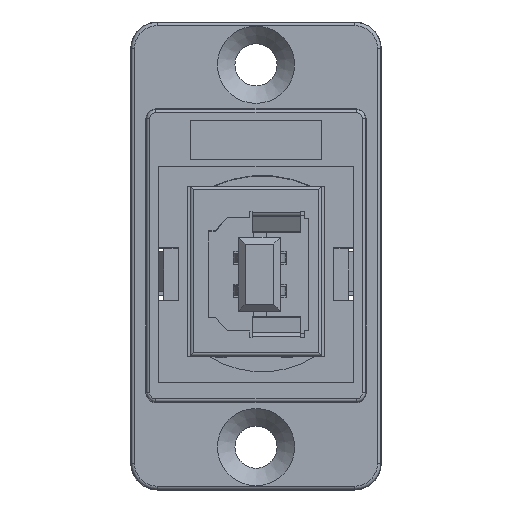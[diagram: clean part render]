
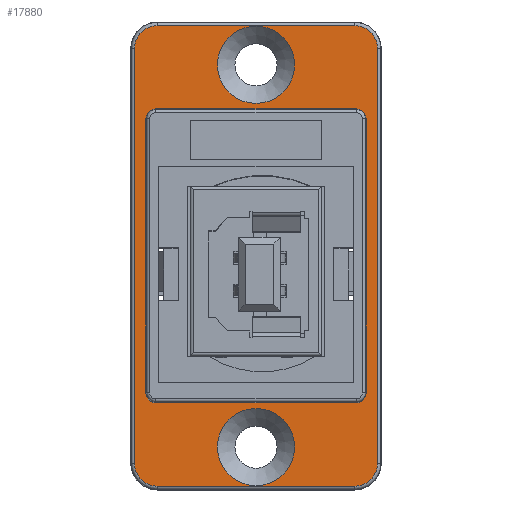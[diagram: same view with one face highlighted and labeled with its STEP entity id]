
A CAD part, top view. The second image highlights one B-rep face of the part: STEP entity #17880.
In plain terms, the highlighted face is planar.
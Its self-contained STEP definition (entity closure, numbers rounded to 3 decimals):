
#138=CIRCLE('',#18893,0.75);
#139=CIRCLE('',#18896,0.75);
#143=CIRCLE('',#18904,1.714);
#147=CIRCLE('',#18910,1.714);
#151=CIRCLE('',#18916,1.714);
#155=CIRCLE('',#18922,1.714);
#158=CIRCLE('',#18930,0.75);
#159=CIRCLE('',#18931,0.75);
#160=CIRCLE('',#18932,2.925);
#161=CIRCLE('',#18933,2.925);
#162=CIRCLE('',#18934,2.925);
#163=CIRCLE('',#18935,2.925);
#552=FACE_BOUND('',#1662,.T.);
#553=FACE_BOUND('',#1663,.T.);
#554=FACE_BOUND('',#1664,.T.);
#713=FACE_OUTER_BOUND('',#1661,.T.);
#1661=EDGE_LOOP('',(#11930,#11931,#11932,#11933,#11934,#11935,#11936,#11937));
#1662=EDGE_LOOP('',(#11938,#11939,#11940,#11941,#11942,#11943,#11944,#11945));
#1663=EDGE_LOOP('',(#11946,#11947));
#1664=EDGE_LOOP('',(#11948,#11949));
#2764=LINE('',#25145,#5038);
#2767=LINE('',#25153,#5041);
#2777=LINE('',#25179,#5051);
#2778=LINE('',#25190,#5052);
#2780=LINE('',#25202,#5054);
#2782=LINE('',#25214,#5056);
#2791=LINE('',#25239,#5065);
#2792=LINE('',#25243,#5066);
#5038=VECTOR('',#20226,10.);
#5041=VECTOR('',#20235,10.);
#5051=VECTOR('',#20253,10.);
#5052=VECTOR('',#20266,10.);
#5054=VECTOR('',#20280,10.);
#5056=VECTOR('',#20294,10.);
#5065=VECTOR('',#20323,10.);
#5066=VECTOR('',#20326,10.);
#7314=VERTEX_POINT('',#25137);
#7315=VERTEX_POINT('',#25139);
#7316=VERTEX_POINT('',#25143);
#7317=VERTEX_POINT('',#25147);
#7318=VERTEX_POINT('',#25151);
#7327=VERTEX_POINT('',#25172);
#7330=VERTEX_POINT('',#25177);
#7332=VERTEX_POINT('',#25182);
#7334=VERTEX_POINT('',#25188);
#7336=VERTEX_POINT('',#25194);
#7338=VERTEX_POINT('',#25200);
#7340=VERTEX_POINT('',#25206);
#7342=VERTEX_POINT('',#25212);
#7348=VERTEX_POINT('',#25238);
#7349=VERTEX_POINT('',#25240);
#7350=VERTEX_POINT('',#25242);
#7351=VERTEX_POINT('',#25245);
#7352=VERTEX_POINT('',#25246);
#7353=VERTEX_POINT('',#25249);
#7354=VERTEX_POINT('',#25250);
#9078=EDGE_CURVE('',#7314,#7315,#138,.F.);
#9081=EDGE_CURVE('',#7316,#7314,#2764,.T.);
#9083=EDGE_CURVE('',#7317,#7316,#139,.F.);
#9085=EDGE_CURVE('',#7318,#7317,#2767,.T.);
#9097=EDGE_CURVE('',#7330,#7327,#2777,.T.);
#9099=EDGE_CURVE('',#7332,#7330,#143,.T.);
#9102=EDGE_CURVE('',#7334,#7332,#2778,.T.);
#9105=EDGE_CURVE('',#7336,#7334,#147,.T.);
#9108=EDGE_CURVE('',#7338,#7336,#2780,.T.);
#9111=EDGE_CURVE('',#7340,#7338,#151,.T.);
#9114=EDGE_CURVE('',#7342,#7340,#2782,.T.);
#9117=EDGE_CURVE('',#7327,#7342,#155,.T.);
#9127=EDGE_CURVE('',#7315,#7348,#2791,.T.);
#9128=EDGE_CURVE('',#7349,#7318,#158,.F.);
#9129=EDGE_CURVE('',#7350,#7349,#2792,.T.);
#9130=EDGE_CURVE('',#7348,#7350,#159,.F.);
#9131=EDGE_CURVE('',#7351,#7352,#160,.T.);
#9132=EDGE_CURVE('',#7352,#7351,#161,.T.);
#9133=EDGE_CURVE('',#7353,#7354,#162,.T.);
#9134=EDGE_CURVE('',#7354,#7353,#163,.T.);
#11930=ORIENTED_EDGE('',*,*,#9097,.F.);
#11931=ORIENTED_EDGE('',*,*,#9099,.F.);
#11932=ORIENTED_EDGE('',*,*,#9102,.F.);
#11933=ORIENTED_EDGE('',*,*,#9105,.F.);
#11934=ORIENTED_EDGE('',*,*,#9108,.F.);
#11935=ORIENTED_EDGE('',*,*,#9111,.F.);
#11936=ORIENTED_EDGE('',*,*,#9114,.F.);
#11937=ORIENTED_EDGE('',*,*,#9117,.F.);
#11938=ORIENTED_EDGE('',*,*,#9127,.F.);
#11939=ORIENTED_EDGE('',*,*,#9078,.F.);
#11940=ORIENTED_EDGE('',*,*,#9081,.F.);
#11941=ORIENTED_EDGE('',*,*,#9083,.F.);
#11942=ORIENTED_EDGE('',*,*,#9085,.F.);
#11943=ORIENTED_EDGE('',*,*,#9128,.F.);
#11944=ORIENTED_EDGE('',*,*,#9129,.F.);
#11945=ORIENTED_EDGE('',*,*,#9130,.F.);
#11946=ORIENTED_EDGE('',*,*,#9131,.T.);
#11947=ORIENTED_EDGE('',*,*,#9132,.T.);
#11948=ORIENTED_EDGE('',*,*,#9133,.T.);
#11949=ORIENTED_EDGE('',*,*,#9134,.T.);
#17073=PLANE('',#18929);
#17880=ADVANCED_FACE('',(#713,#552,#553,#554),#17073,.T.);
#18893=AXIS2_PLACEMENT_3D('',#25140,#20220,#20221);
#18896=AXIS2_PLACEMENT_3D('',#25149,#20230,#20231);
#18904=AXIS2_PLACEMENT_3D('',#25184,#20258,#20259);
#18910=AXIS2_PLACEMENT_3D('',#25196,#20272,#20273);
#18916=AXIS2_PLACEMENT_3D('',#25208,#20286,#20287);
#18922=AXIS2_PLACEMENT_3D('',#25218,#20300,#20301);
#18929=AXIS2_PLACEMENT_3D('',#25237,#20321,#20322);
#18930=AXIS2_PLACEMENT_3D('',#25241,#20324,#20325);
#18931=AXIS2_PLACEMENT_3D('',#25244,#20327,#20328);
#18932=AXIS2_PLACEMENT_3D('',#25247,#20329,#20330);
#18933=AXIS2_PLACEMENT_3D('',#25248,#20331,#20332);
#18934=AXIS2_PLACEMENT_3D('',#25251,#20333,#20334);
#18935=AXIS2_PLACEMENT_3D('',#25252,#20335,#20336);
#20220=DIRECTION('center_axis',(0.,0.,1.));
#20221=DIRECTION('ref_axis',(0.707,0.707,0.));
#20226=DIRECTION('',(1.,0.,0.));
#20230=DIRECTION('center_axis',(0.,0.,1.));
#20231=DIRECTION('ref_axis',(-0.707,0.707,0.));
#20235=DIRECTION('',(0.,1.,0.));
#20253=DIRECTION('',(0.,-1.,0.));
#20258=DIRECTION('center_axis',(0.,0.,1.));
#20259=DIRECTION('ref_axis',(-0.707,0.707,0.));
#20266=DIRECTION('',(-1.,0.,0.));
#20272=DIRECTION('center_axis',(0.,0.,1.));
#20273=DIRECTION('ref_axis',(0.707,0.707,0.));
#20280=DIRECTION('',(0.,1.,0.));
#20286=DIRECTION('center_axis',(0.,0.,1.));
#20287=DIRECTION('ref_axis',(0.707,-0.707,0.));
#20294=DIRECTION('',(1.,0.,0.));
#20300=DIRECTION('center_axis',(0.,0.,1.));
#20301=DIRECTION('ref_axis',(-0.707,-0.707,0.));
#20321=DIRECTION('center_axis',(0.,0.,-1.));
#20322=DIRECTION('ref_axis',(-1.,0.,0.));
#20323=DIRECTION('',(0.,-1.,0.));
#20324=DIRECTION('center_axis',(0.,0.,1.));
#20325=DIRECTION('ref_axis',(-0.707,-0.707,0.));
#20326=DIRECTION('',(-1.,0.,0.));
#20327=DIRECTION('center_axis',(0.,0.,1.));
#20328=DIRECTION('ref_axis',(0.707,-0.707,0.));
#20329=DIRECTION('center_axis',(0.,0.,1.));
#20330=DIRECTION('ref_axis',(-1.,0.,0.));
#20331=DIRECTION('center_axis',(0.,0.,1.));
#20332=DIRECTION('ref_axis',(-1.,0.,0.));
#20333=DIRECTION('center_axis',(0.,0.,1.));
#20334=DIRECTION('ref_axis',(-1.,0.,0.));
#20335=DIRECTION('center_axis',(0.,0.,1.));
#20336=DIRECTION('ref_axis',(-1.,0.,0.));
#25137=CARTESIAN_POINT('',(10.4,8.35,2.8));
#25139=CARTESIAN_POINT('',(11.15,7.6,2.8));
#25140=CARTESIAN_POINT('Origin',(10.4,7.6,2.8));
#25143=CARTESIAN_POINT('',(-10.4,8.35,2.8));
#25145=CARTESIAN_POINT('',(5.575,8.35,2.8));
#25147=CARTESIAN_POINT('',(-11.15,7.6,2.8));
#25149=CARTESIAN_POINT('Origin',(-10.4,7.6,2.8));
#25151=CARTESIAN_POINT('',(-11.15,-7.6,2.8));
#25153=CARTESIAN_POINT('',(-11.15,4.175,2.8));
#25172=CARTESIAN_POINT('',(-17.464,-7.5,2.8));
#25177=CARTESIAN_POINT('',(-17.464,7.5,2.8));
#25179=CARTESIAN_POINT('',(-17.464,4.75,2.8));
#25182=CARTESIAN_POINT('',(-15.75,9.214,2.8));
#25184=CARTESIAN_POINT('Origin',(-15.75,7.5,2.8));
#25188=CARTESIAN_POINT('',(15.75,9.214,2.8));
#25190=CARTESIAN_POINT('',(8.875,9.214,2.8));
#25194=CARTESIAN_POINT('',(17.464,7.5,2.8));
#25196=CARTESIAN_POINT('Origin',(15.75,7.5,2.8));
#25200=CARTESIAN_POINT('',(17.464,-7.5,2.8));
#25202=CARTESIAN_POINT('',(17.464,-4.75,2.8));
#25206=CARTESIAN_POINT('',(15.75,-9.214,2.8));
#25208=CARTESIAN_POINT('Origin',(15.75,-7.5,2.8));
#25212=CARTESIAN_POINT('',(-15.75,-9.214,2.8));
#25214=CARTESIAN_POINT('',(-8.875,-9.214,2.8));
#25218=CARTESIAN_POINT('Origin',(-15.75,-7.5,2.8));
#25237=CARTESIAN_POINT('Origin',(0.,0.,
2.8));
#25238=CARTESIAN_POINT('',(11.15,-7.6,2.8));
#25239=CARTESIAN_POINT('',(11.15,-4.175,2.8));
#25240=CARTESIAN_POINT('',(-10.4,-8.35,2.8));
#25241=CARTESIAN_POINT('Origin',(-10.4,-7.6,2.8));
#25242=CARTESIAN_POINT('',(10.4,-8.35,2.8));
#25243=CARTESIAN_POINT('',(-5.575,-8.35,2.8));
#25244=CARTESIAN_POINT('Origin',(10.4,-7.6,2.8));
#25245=CARTESIAN_POINT('',(11.575,0.,2.8));
#25246=CARTESIAN_POINT('',(17.425,0.,2.8));
#25247=CARTESIAN_POINT('Origin',(14.5,0.,2.8));
#25248=CARTESIAN_POINT('Origin',(14.5,0.,2.8));
#25249=CARTESIAN_POINT('',(-17.425,0.,2.8));
#25250=CARTESIAN_POINT('',(-11.575,0.,2.8));
#25251=CARTESIAN_POINT('Origin',(-14.5,0.,2.8));
#25252=CARTESIAN_POINT('Origin',(-14.5,0.,2.8));
